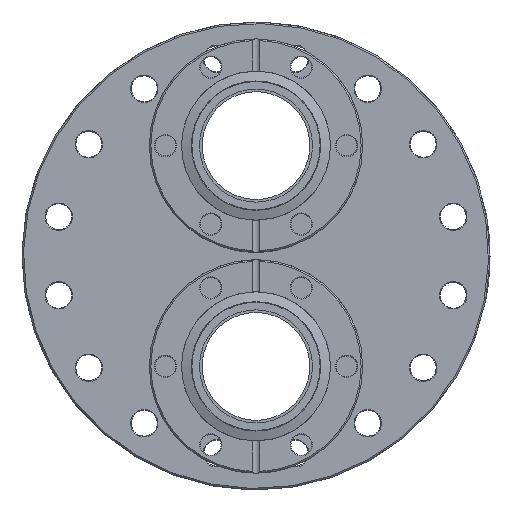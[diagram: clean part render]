
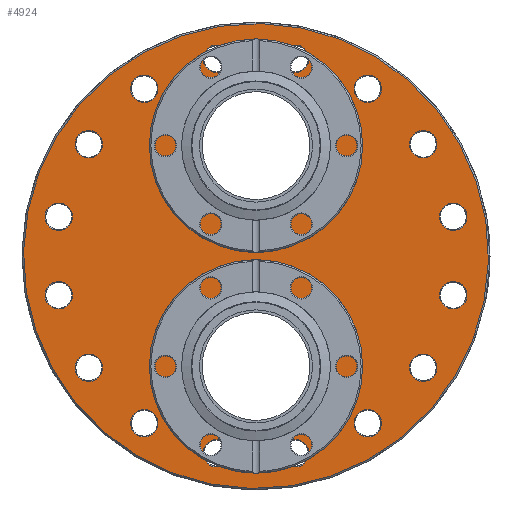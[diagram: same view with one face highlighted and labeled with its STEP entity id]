
A CAD part, front view. The second image highlights one B-rep face of the part: STEP entity #4924.
In plain terms, the highlighted planar face has unit normal (0, -1, 0).
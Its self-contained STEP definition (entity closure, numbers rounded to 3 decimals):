
#399=FACE_BOUND('',#895,.T.);
#400=FACE_BOUND('',#896,.T.);
#401=FACE_BOUND('',#897,.T.);
#402=FACE_BOUND('',#898,.T.);
#403=FACE_BOUND('',#899,.T.);
#404=FACE_BOUND('',#900,.T.);
#405=FACE_BOUND('',#901,.T.);
#406=FACE_BOUND('',#902,.T.);
#407=FACE_BOUND('',#903,.T.);
#408=FACE_BOUND('',#904,.T.);
#409=FACE_BOUND('',#905,.T.);
#410=FACE_BOUND('',#906,.T.);
#411=FACE_BOUND('',#907,.T.);
#412=FACE_BOUND('',#908,.T.);
#413=FACE_BOUND('',#909,.T.);
#414=FACE_BOUND('',#910,.T.);
#415=FACE_BOUND('',#911,.T.);
#416=FACE_BOUND('',#912,.T.);
#467=PLANE('',#5308);
#607=FACE_OUTER_BOUND('',#894,.T.);
#894=EDGE_LOOP('',(#3340));
#895=EDGE_LOOP('',(#3341));
#896=EDGE_LOOP('',(#3342));
#897=EDGE_LOOP('',(#3343));
#898=EDGE_LOOP('',(#3344));
#899=EDGE_LOOP('',(#3345));
#900=EDGE_LOOP('',(#3346));
#901=EDGE_LOOP('',(#3347));
#902=EDGE_LOOP('',(#3348));
#903=EDGE_LOOP('',(#3349));
#904=EDGE_LOOP('',(#3350));
#905=EDGE_LOOP('',(#3351));
#906=EDGE_LOOP('',(#3352));
#907=EDGE_LOOP('',(#3353));
#908=EDGE_LOOP('',(#3354));
#909=EDGE_LOOP('',(#3355));
#910=EDGE_LOOP('',(#3356));
#911=EDGE_LOOP('',(#3357));
#912=EDGE_LOOP('',(#3358));
#1839=CIRCLE('',#5300,19.05);
#1841=CIRCLE('',#5303,19.05);
#1844=CIRCLE('',#5307,75.3);
#1845=CIRCLE('',#5309,4.45);
#1846=CIRCLE('',#5310,4.45);
#1847=CIRCLE('',#5311,4.45);
#1848=CIRCLE('',#5312,4.45);
#1849=CIRCLE('',#5313,4.45);
#1850=CIRCLE('',#5314,4.45);
#1851=CIRCLE('',#5315,4.45);
#1852=CIRCLE('',#5316,4.45);
#1853=CIRCLE('',#5317,4.45);
#1854=CIRCLE('',#5318,4.45);
#1855=CIRCLE('',#5319,4.45);
#1856=CIRCLE('',#5320,4.45);
#1857=CIRCLE('',#5321,4.45);
#1858=CIRCLE('',#5322,4.45);
#1859=CIRCLE('',#5323,4.45);
#1860=CIRCLE('',#5324,4.45);
#2053=VERTEX_POINT('',#6920);
#2055=VERTEX_POINT('',#6926);
#2058=VERTEX_POINT('',#6934);
#2059=VERTEX_POINT('',#6938);
#2060=VERTEX_POINT('',#6940);
#2061=VERTEX_POINT('',#6942);
#2062=VERTEX_POINT('',#6944);
#2063=VERTEX_POINT('',#6946);
#2064=VERTEX_POINT('',#6948);
#2065=VERTEX_POINT('',#6950);
#2066=VERTEX_POINT('',#6952);
#2067=VERTEX_POINT('',#6954);
#2068=VERTEX_POINT('',#6956);
#2069=VERTEX_POINT('',#6958);
#2070=VERTEX_POINT('',#6960);
#2071=VERTEX_POINT('',#6962);
#2072=VERTEX_POINT('',#6964);
#2073=VERTEX_POINT('',#6966);
#2074=VERTEX_POINT('',#6968);
#2559=EDGE_CURVE('',#2053,#2053,#1839,.T.);
#2562=EDGE_CURVE('',#2055,#2055,#1841,.T.);
#2566=EDGE_CURVE('',#2058,#2058,#1844,.T.);
#2567=EDGE_CURVE('',#2059,#2059,#1845,.T.);
#2568=EDGE_CURVE('',#2060,#2060,#1846,.T.);
#2569=EDGE_CURVE('',#2061,#2061,#1847,.T.);
#2570=EDGE_CURVE('',#2062,#2062,#1848,.T.);
#2571=EDGE_CURVE('',#2063,#2063,#1849,.T.);
#2572=EDGE_CURVE('',#2064,#2064,#1850,.T.);
#2573=EDGE_CURVE('',#2065,#2065,#1851,.T.);
#2574=EDGE_CURVE('',#2066,#2066,#1852,.T.);
#2575=EDGE_CURVE('',#2067,#2067,#1853,.T.);
#2576=EDGE_CURVE('',#2068,#2068,#1854,.T.);
#2577=EDGE_CURVE('',#2069,#2069,#1855,.T.);
#2578=EDGE_CURVE('',#2070,#2070,#1856,.T.);
#2579=EDGE_CURVE('',#2071,#2071,#1857,.T.);
#2580=EDGE_CURVE('',#2072,#2072,#1858,.T.);
#2581=EDGE_CURVE('',#2073,#2073,#1859,.T.);
#2582=EDGE_CURVE('',#2074,#2074,#1860,.T.);
#3340=ORIENTED_EDGE('',*,*,#2566,.F.);
#3341=ORIENTED_EDGE('',*,*,#2559,.T.);
#3342=ORIENTED_EDGE('',*,*,#2562,.T.);
#3343=ORIENTED_EDGE('',*,*,#2567,.F.);
#3344=ORIENTED_EDGE('',*,*,#2568,.F.);
#3345=ORIENTED_EDGE('',*,*,#2569,.F.);
#3346=ORIENTED_EDGE('',*,*,#2570,.F.);
#3347=ORIENTED_EDGE('',*,*,#2571,.F.);
#3348=ORIENTED_EDGE('',*,*,#2572,.F.);
#3349=ORIENTED_EDGE('',*,*,#2573,.F.);
#3350=ORIENTED_EDGE('',*,*,#2574,.F.);
#3351=ORIENTED_EDGE('',*,*,#2575,.F.);
#3352=ORIENTED_EDGE('',*,*,#2576,.F.);
#3353=ORIENTED_EDGE('',*,*,#2577,.F.);
#3354=ORIENTED_EDGE('',*,*,#2578,.F.);
#3355=ORIENTED_EDGE('',*,*,#2579,.F.);
#3356=ORIENTED_EDGE('',*,*,#2580,.F.);
#3357=ORIENTED_EDGE('',*,*,#2581,.F.);
#3358=ORIENTED_EDGE('',*,*,#2582,.F.);
#4924=ADVANCED_FACE('',(#607,#399,#400,#401,#402,#403,#404,#405,#406,#407,
#408,#409,#410,#411,#412,#413,#414,#415,#416),#467,.T.);
#5300=AXIS2_PLACEMENT_3D('',#6922,#5746,#5747);
#5303=AXIS2_PLACEMENT_3D('',#6928,#5753,#5754);
#5307=AXIS2_PLACEMENT_3D('',#6936,#5762,#5763);
#5308=AXIS2_PLACEMENT_3D('',#6937,#5764,#5765);
#5309=AXIS2_PLACEMENT_3D('',#6939,#5766,#5767);
#5310=AXIS2_PLACEMENT_3D('',#6941,#5768,#5769);
#5311=AXIS2_PLACEMENT_3D('',#6943,#5770,#5771);
#5312=AXIS2_PLACEMENT_3D('',#6945,#5772,#5773);
#5313=AXIS2_PLACEMENT_3D('',#6947,#5774,#5775);
#5314=AXIS2_PLACEMENT_3D('',#6949,#5776,#5777);
#5315=AXIS2_PLACEMENT_3D('',#6951,#5778,#5779);
#5316=AXIS2_PLACEMENT_3D('',#6953,#5780,#5781);
#5317=AXIS2_PLACEMENT_3D('',#6955,#5782,#5783);
#5318=AXIS2_PLACEMENT_3D('',#6957,#5784,#5785);
#5319=AXIS2_PLACEMENT_3D('',#6959,#5786,#5787);
#5320=AXIS2_PLACEMENT_3D('',#6961,#5788,#5789);
#5321=AXIS2_PLACEMENT_3D('',#6963,#5790,#5791);
#5322=AXIS2_PLACEMENT_3D('',#6965,#5792,#5793);
#5323=AXIS2_PLACEMENT_3D('',#6967,#5794,#5795);
#5324=AXIS2_PLACEMENT_3D('',#6969,#5796,#5797);
#5746=DIRECTION('center_axis',(0.,1.,0.));
#5747=DIRECTION('ref_axis',(0.981,0.,0.195));
#5753=DIRECTION('center_axis',(0.,1.,0.));
#5754=DIRECTION('ref_axis',(0.981,0.,0.195));
#5762=DIRECTION('center_axis',(0.,1.,0.));
#5763=DIRECTION('ref_axis',(1.,0.,0.));
#5764=DIRECTION('center_axis',(0.,-1.,0.));
#5765=DIRECTION('ref_axis',(0.,0.,-1.));
#5766=DIRECTION('center_axis',(0.,-1.,0.));
#5767=DIRECTION('ref_axis',(0.924,0.,0.383));
#5768=DIRECTION('center_axis',(0.,-1.,0.));
#5769=DIRECTION('ref_axis',(0.383,0.,0.924));
#5770=DIRECTION('center_axis',(0.,-1.,0.));
#5771=DIRECTION('ref_axis',(-0.383,0.,0.924));
#5772=DIRECTION('center_axis',(0.,-1.,0.));
#5773=DIRECTION('ref_axis',(-0.924,0.,0.383));
#5774=DIRECTION('center_axis',(0.,-1.,0.));
#5775=DIRECTION('ref_axis',(-0.924,0.,-0.383));
#5776=DIRECTION('center_axis',(0.,-1.,0.));
#5777=DIRECTION('ref_axis',(-0.383,0.,-0.924));
#5778=DIRECTION('center_axis',(0.,-1.,0.));
#5779=DIRECTION('ref_axis',(0.383,0.,-0.924));
#5780=DIRECTION('center_axis',(0.,-1.,0.));
#5781=DIRECTION('ref_axis',(0.924,0.,-0.383));
#5782=DIRECTION('center_axis',(0.,-1.,0.));
#5783=DIRECTION('ref_axis',(1.,0.,0.));
#5784=DIRECTION('center_axis',(0.,-1.,0.));
#5785=DIRECTION('ref_axis',(0.707,0.,-0.707));
#5786=DIRECTION('center_axis',(0.,-1.,0.));
#5787=DIRECTION('ref_axis',(0.,0.,-1.));
#5788=DIRECTION('center_axis',(0.,-1.,0.));
#5789=DIRECTION('ref_axis',(-0.707,0.,-0.707));
#5790=DIRECTION('center_axis',(0.,-1.,0.));
#5791=DIRECTION('ref_axis',(-1.,0.,0.));
#5792=DIRECTION('center_axis',(0.,-1.,0.));
#5793=DIRECTION('ref_axis',(-0.707,0.,0.707));
#5794=DIRECTION('center_axis',(0.,-1.,0.));
#5795=DIRECTION('ref_axis',(0.,0.,1.));
#5796=DIRECTION('center_axis',(0.,-1.,0.));
#5797=DIRECTION('ref_axis',(0.707,0.,0.707));
#6920=CARTESIAN_POINT('',(-25.658,0.,31.347));
#6922=CARTESIAN_POINT('Origin',(-6.974,0.,
35.063));
#6926=CARTESIAN_POINT('',(-11.709,0.,-38.78));
#6928=CARTESIAN_POINT('Origin',(6.974,0.,-35.063));
#6934=CARTESIAN_POINT('',(-75.3,0.,0.));
#6936=CARTESIAN_POINT('Origin',(0.,0.,
0.));
#6937=CARTESIAN_POINT('Origin',(-75.8,0.,0.));
#6938=CARTESIAN_POINT('',(20.821,0.,-61.894));
#6939=CARTESIAN_POINT('Origin',(24.932,0.,
-60.191));
#6940=CARTESIAN_POINT('',(58.488,0.,-29.043));
#6941=CARTESIAN_POINT('Origin',(60.191,0.,
-24.932));
#6942=CARTESIAN_POINT('',(61.894,0.,20.821));
#6943=CARTESIAN_POINT('Origin',(60.191,0.,
24.932));
#6944=CARTESIAN_POINT('',(29.043,0.,58.488));
#6945=CARTESIAN_POINT('Origin',(24.932,0.,
60.191));
#6946=CARTESIAN_POINT('',(-20.821,0.,61.894));
#6947=CARTESIAN_POINT('Origin',(-24.932,0.,
60.191));
#6948=CARTESIAN_POINT('',(-58.488,0.,29.043));
#6949=CARTESIAN_POINT('Origin',(-60.191,0.,
24.932));
#6950=CARTESIAN_POINT('',(-61.894,0.,-20.821));
#6951=CARTESIAN_POINT('Origin',(-60.191,0.,
-24.932));
#6952=CARTESIAN_POINT('',(-29.043,0.,-58.488));
#6953=CARTESIAN_POINT('Origin',(-24.932,0.,
-60.191));
#6954=CARTESIAN_POINT('',(-4.45,0.,-65.15));
#6955=CARTESIAN_POINT('Origin',(0.,0.,
-65.15));
#6956=CARTESIAN_POINT('',(-49.215,0.,-42.921));
#6957=CARTESIAN_POINT('Origin',(-46.068,0.,
-46.068));
#6958=CARTESIAN_POINT('',(-65.15,0.,4.45));
#6959=CARTESIAN_POINT('Origin',(-65.15,0.,0.));
#6960=CARTESIAN_POINT('',(-42.921,0.,49.215));
#6961=CARTESIAN_POINT('Origin',(-46.068,0.,
46.068));
#6962=CARTESIAN_POINT('',(4.45,0.,65.15));
#6963=CARTESIAN_POINT('Origin',(0.,0.,
65.15));
#6964=CARTESIAN_POINT('',(49.215,0.,42.921));
#6965=CARTESIAN_POINT('Origin',(46.068,0.,
46.068));
#6966=CARTESIAN_POINT('',(65.15,0.,-4.45));
#6967=CARTESIAN_POINT('Origin',(65.15,0.,0.));
#6968=CARTESIAN_POINT('',(42.921,0.,-49.215));
#6969=CARTESIAN_POINT('Origin',(46.068,0.,
-46.068));
